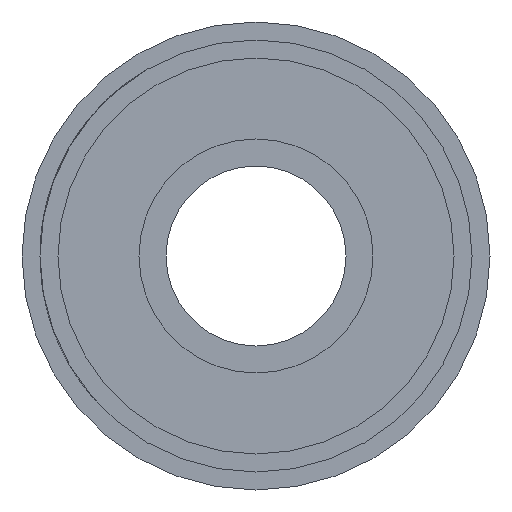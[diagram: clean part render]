
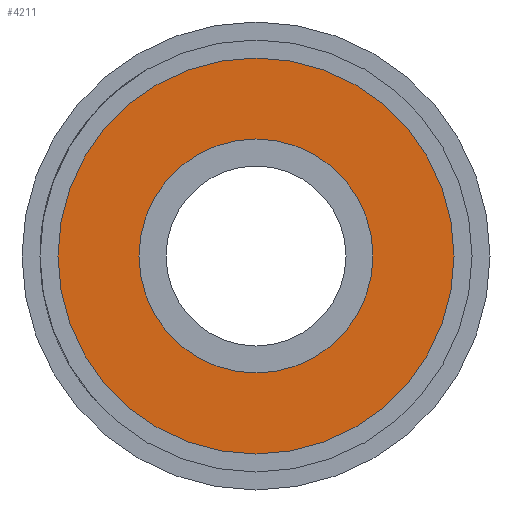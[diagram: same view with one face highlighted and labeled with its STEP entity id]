
A CAD part, left-side view. The second image highlights one B-rep face of the part: STEP entity #4211.
In plain terms, the highlighted planar face has unit normal (-1, 0, 0).
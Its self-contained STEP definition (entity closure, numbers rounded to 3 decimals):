
#428 = EDGE_CURVE ( 'NONE', #5325, #7551, #5983, .T. ) ;
#528 = PLANE ( 'NONE',  #4404 ) ;
#569 = FACE_OUTER_BOUND ( 'NONE', #3303, .T. ) ;
#663 = FACE_BOUND ( 'NONE', #3449, .T. ) ;
#850 = DIRECTION ( 'NONE',  ( 0., 0., 1. ) ) ;
#947 = DIRECTION ( 'NONE',  ( -1., 0., 0. ) ) ;
#1435 = CIRCLE ( 'NONE', #3912, 6.5 ) ;
#1704 = CARTESIAN_POINT ( 'NONE',  ( 0., 0., 0. ) ) ;
#2190 = DIRECTION ( 'NONE',  ( -1., 0., 0. ) ) ;
#2500 = CARTESIAN_POINT ( 'NONE',  ( 0., 0., -6.5 ) ) ;
#2544 = ORIENTED_EDGE ( 'NONE', *, *, #8129, .F. ) ;
#2713 = DIRECTION ( 'NONE',  ( 0., 0., -1. ) ) ;
#3303 = EDGE_LOOP ( 'NONE', ( #8062, #8691 ) ) ;
#3306 = DIRECTION ( 'NONE',  ( 1., 0., 0. ) ) ;
#3449 = EDGE_LOOP ( 'NONE', ( #2544, #7649 ) ) ;
#3723 = DIRECTION ( 'NONE',  ( 0., 0., 1. ) ) ;
#3912 = AXIS2_PLACEMENT_3D ( 'NONE', #1704, #6623, #7858 ) ;
#4134 = AXIS2_PLACEMENT_3D ( 'NONE', #4905, #7680, #850 ) ;
#4211 = ADVANCED_FACE ( 'NONE', ( #663, #569 ), #528, .F. ) ;
#4404 = AXIS2_PLACEMENT_3D ( 'NONE', #7494, #3306, #2713 ) ;
#4905 = CARTESIAN_POINT ( 'NONE',  ( 0., 0., 0. ) ) ;
#4977 = DIRECTION ( 'NONE',  ( 0., 0., 1. ) ) ;
#5325 = VERTEX_POINT ( 'NONE', #6372 ) ;
#5401 = AXIS2_PLACEMENT_3D ( 'NONE', #6340, #2190, #4977 ) ;
#5983 = CIRCLE ( 'NONE', #5401, 11. ) ;
#6340 = CARTESIAN_POINT ( 'NONE',  ( 0., 0., 0. ) ) ;
#6372 = CARTESIAN_POINT ( 'NONE',  ( 0., 0., -11. ) ) ;
#6623 = DIRECTION ( 'NONE',  ( -1., 0., 0. ) ) ;
#6978 = VERTEX_POINT ( 'NONE', #8336 ) ;
#7187 = CARTESIAN_POINT ( 'NONE',  ( 0., 0., 0. ) ) ;
#7351 = EDGE_CURVE ( 'NONE', #7551, #5325, #8499, .T. ) ;
#7494 = CARTESIAN_POINT ( 'NONE',  ( 0., 0., 0. ) ) ;
#7551 = VERTEX_POINT ( 'NONE', #8255 ) ;
#7649 = ORIENTED_EDGE ( 'NONE', *, *, #8574, .F. ) ;
#7680 = DIRECTION ( 'NONE',  ( -1., 0., 0. ) ) ;
#7858 = DIRECTION ( 'NONE',  ( 0., 0., 1. ) ) ;
#8060 = CIRCLE ( 'NONE', #4134, 6.5 ) ;
#8062 = ORIENTED_EDGE ( 'NONE', *, *, #7351, .T. ) ;
#8129 = EDGE_CURVE ( 'NONE', #6978, #8457, #8060, .T. ) ;
#8196 = AXIS2_PLACEMENT_3D ( 'NONE', #7187, #947, #3723 ) ;
#8255 = CARTESIAN_POINT ( 'NONE',  ( 0., 0., 11. ) ) ;
#8336 = CARTESIAN_POINT ( 'NONE',  ( 0., 0., 6.5 ) ) ;
#8457 = VERTEX_POINT ( 'NONE', #2500 ) ;
#8499 = CIRCLE ( 'NONE', #8196, 11. ) ;
#8574 = EDGE_CURVE ( 'NONE', #8457, #6978, #1435, .T. ) ;
#8691 = ORIENTED_EDGE ( 'NONE', *, *, #428, .T. ) ;
